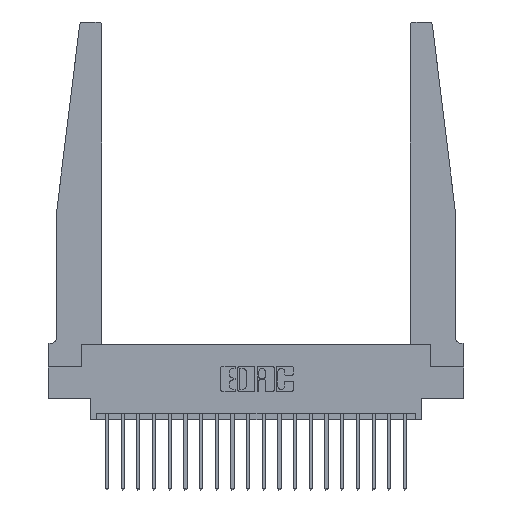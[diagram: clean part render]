
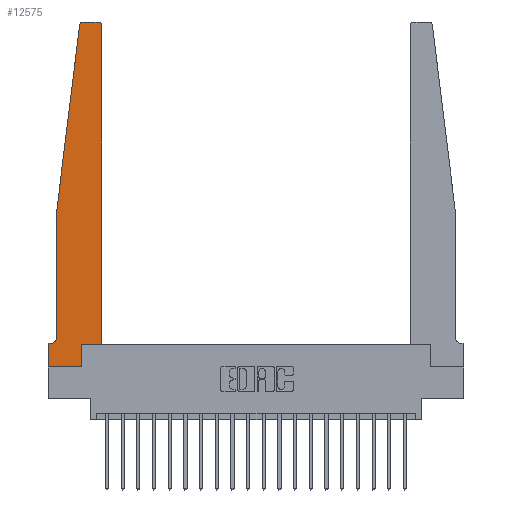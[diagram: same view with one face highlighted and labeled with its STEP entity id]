
A CAD part, top view. The second image highlights one B-rep face of the part: STEP entity #12575.
In plain terms, the highlighted planar face has unit normal (0, 0, 1).
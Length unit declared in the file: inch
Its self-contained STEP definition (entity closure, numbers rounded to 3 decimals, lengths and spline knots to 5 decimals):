
#88 = LINE ( 'NONE', #11881, #21279 ) ;
#741 = LINE ( 'NONE', #10501, #17959 ) ;
#847 = EDGE_CURVE ( 'NONE', #19858, #10359, #4904, .T. ) ;
#915 = ORIENTED_EDGE ( 'NONE', *, *, #10663, .T. ) ;
#1144 = CARTESIAN_POINT ( 'NONE',  ( 0.065, 1.25, 0.37 ) ) ;
#1220 = DIRECTION ( 'NONE',  ( 1., 0., 0. ) ) ;
#1337 = CARTESIAN_POINT ( 'NONE',  ( 0., 0.1875, 0.37 ) ) ;
#1461 = CIRCLE ( 'NONE', #5266, 0.03 ) ;
#1481 = CARTESIAN_POINT ( 'NONE',  ( 0.015, 0.2375, 0.37 ) ) ;
#1560 = DIRECTION ( 'NONE',  ( 0., 1., 0. ) ) ;
#2328 = ORIENTED_EDGE ( 'NONE', *, *, #18373, .T. ) ;
#2340 = AXIS2_PLACEMENT_3D ( 'NONE', #1337, #12918, #14640 ) ;
#2645 = EDGE_CURVE ( 'NONE', #16239, #7789, #14630, .T. ) ;
#2672 = VECTOR ( 'NONE', #6673, 39.37008 ) ;
#3117 = CARTESIAN_POINT ( 'NONE',  ( 0.065, 0.2375, 0.37 ) ) ;
#3369 = CARTESIAN_POINT ( 'NONE',  ( 0., 0., 0.37 ) ) ;
#3831 = DIRECTION ( 'NONE',  ( 1., 0., 0. ) ) ;
#3984 = VECTOR ( 'NONE', #10975, 39.37008 ) ;
#4087 = CARTESIAN_POINT ( 'NONE',  ( 0.2605, 0.18, 0.37 ) ) ;
#4252 = VERTEX_POINT ( 'NONE', #8494 ) ;
#4369 = DIRECTION ( 'NONE',  ( 0., 0., 1. ) ) ;
#4676 = CARTESIAN_POINT ( 'NONE',  ( 0.25, 2.75, 0.37 ) ) ;
#4819 = ORIENTED_EDGE ( 'NONE', *, *, #20461, .T. ) ;
#4904 = CIRCLE ( 'NONE', #10442, 0.05 ) ;
#5100 = ORIENTED_EDGE ( 'NONE', *, *, #17655, .T. ) ;
#5106 = DIRECTION ( 'NONE',  ( 0., -1., 0. ) ) ;
#5123 = ORIENTED_EDGE ( 'NONE', *, *, #13956, .T. ) ;
#5266 = AXIS2_PLACEMENT_3D ( 'NONE', #18940, #4369, #1220 ) ;
#5657 = EDGE_CURVE ( 'NONE', #7789, #12986, #1461, .T. ) ;
#5834 = DIRECTION ( 'NONE',  ( -0.122, -0.992, 0. ) ) ;
#5968 = ORIENTED_EDGE ( 'NONE', *, *, #20900, .T. ) ;
#6240 = VERTEX_POINT ( 'NONE', #11276 ) ;
#6397 = ORIENTED_EDGE ( 'NONE', *, *, #11248, .T. ) ;
#6673 = DIRECTION ( 'NONE',  ( 0., 1., 0. ) ) ;
#7615 = VECTOR ( 'NONE', #5106, 39.37008 ) ;
#7682 = VECTOR ( 'NONE', #1560, 39.37008 ) ;
#7721 = EDGE_CURVE ( 'NONE', #12986, #16284, #17576, .T. ) ;
#7789 = VERTEX_POINT ( 'NONE', #12835 ) ;
#7854 = CARTESIAN_POINT ( 'NONE',  ( 0.425, 0.18, 0.37 ) ) ;
#7950 = VERTEX_POINT ( 'NONE', #11541 ) ;
#8051 = VECTOR ( 'NONE', #19002, 39.37008 ) ;
#8111 = DIRECTION ( 'NONE',  ( 0., 0., -1. ) ) ;
#8426 = ORIENTED_EDGE ( 'NONE', *, *, #15892, .T. ) ;
#8494 = CARTESIAN_POINT ( 'NONE',  ( 0.425, 0.18, 0.37 ) ) ;
#8704 = CIRCLE ( 'NONE', #16959, 0.03 ) ;
#8978 = ORIENTED_EDGE ( 'NONE', *, *, #5657, .T. ) ;
#9084 = VERTEX_POINT ( 'NONE', #4087 ) ;
#9113 = CARTESIAN_POINT ( 'NONE',  ( 0.065, 1.25, 0.37 ) ) ;
#9553 = CARTESIAN_POINT ( 'NONE',  ( 0., 0., 0.37 ) ) ;
#9610 = DIRECTION ( 'NONE',  ( -1., 0., 0. ) ) ;
#9707 = LINE ( 'NONE', #18191, #2672 ) ;
#9918 = ORIENTED_EDGE ( 'NONE', *, *, #7721, .T. ) ;
#10138 = VERTEX_POINT ( 'NONE', #9553 ) ;
#10202 = LINE ( 'NONE', #3369, #7615 ) ;
#10359 = VERTEX_POINT ( 'NONE', #11057 ) ;
#10442 = AXIS2_PLACEMENT_3D ( 'NONE', #1481, #8111, #9610 ) ;
#10501 = CARTESIAN_POINT ( 'NONE',  ( 0., 0., 0.37 ) ) ;
#10663 = EDGE_CURVE ( 'NONE', #10359, #6240, #88, .T. ) ;
#10975 = DIRECTION ( 'NONE',  ( -1., 0., 0. ) ) ;
#11057 = CARTESIAN_POINT ( 'NONE',  ( 0.015, 0.1875, 0.37 ) ) ;
#11070 = CARTESIAN_POINT ( 'NONE',  ( 0.24675, 2.72367, 0.37 ) ) ;
#11248 = EDGE_CURVE ( 'NONE', #9084, #4252, #19246, .T. ) ;
#11276 = CARTESIAN_POINT ( 'NONE',  ( 0., 0.1875, 0.37 ) ) ;
#11541 = CARTESIAN_POINT ( 'NONE',  ( 0.425, 2.72, 0.37 ) ) ;
#11881 = CARTESIAN_POINT ( 'NONE',  ( 0.065, 0.1875, 0.37 ) ) ;
#12075 = CARTESIAN_POINT ( 'NONE',  ( 0.395, 2.72, 0.37 ) ) ;
#12575 = ADVANCED_FACE ( 'NONE', ( #21012 ), #20795, .T. ) ;
#12835 = CARTESIAN_POINT ( 'NONE',  ( 0.27653, 2.75, 0.37 ) ) ;
#12918 = DIRECTION ( 'NONE',  ( 0., 0., 1. ) ) ;
#12986 = VERTEX_POINT ( 'NONE', #11070 ) ;
#13009 = VECTOR ( 'NONE', #5834, 39.37008 ) ;
#13149 = ORIENTED_EDGE ( 'NONE', *, *, #2645, .T. ) ;
#13299 = CARTESIAN_POINT ( 'NONE',  ( 0.065, 1.25, 0.37 ) ) ;
#13956 = EDGE_CURVE ( 'NONE', #16428, #9084, #9707, .T. ) ;
#14630 = LINE ( 'NONE', #4676, #3984 ) ;
#14640 = DIRECTION ( 'NONE',  ( 1., 0., 0. ) ) ;
#14663 = LINE ( 'NONE', #21252, #7682 ) ;
#15683 = LINE ( 'NONE', #9113, #8051 ) ;
#15833 = DIRECTION ( 'NONE',  ( 1., 0., 0. ) ) ;
#15892 = EDGE_CURVE ( 'NONE', #6240, #10138, #10202, .T. ) ;
#16239 = VERTEX_POINT ( 'NONE', #17809 ) ;
#16284 = VERTEX_POINT ( 'NONE', #13299 ) ;
#16428 = VERTEX_POINT ( 'NONE', #20518 ) ;
#16959 = AXIS2_PLACEMENT_3D ( 'NONE', #12075, #18614, #3831 ) ;
#17060 = DIRECTION ( 'NONE',  ( 1., 0., 0. ) ) ;
#17194 = ORIENTED_EDGE ( 'NONE', *, *, #847, .T. ) ;
#17576 = LINE ( 'NONE', #1144, #13009 ) ;
#17655 = EDGE_CURVE ( 'NONE', #10138, #16428, #741, .T. ) ;
#17809 = CARTESIAN_POINT ( 'NONE',  ( 0.395, 2.75, 0.37 ) ) ;
#17959 = VECTOR ( 'NONE', #17060, 39.37008 ) ;
#18191 = CARTESIAN_POINT ( 'NONE',  ( 0.2605, 0.18, 0.37 ) ) ;
#18373 = EDGE_CURVE ( 'NONE', #4252, #7950, #14663, .T. ) ;
#18614 = DIRECTION ( 'NONE',  ( 0., 0., 1. ) ) ;
#18940 = CARTESIAN_POINT ( 'NONE',  ( 0.27653, 2.72, 0.37 ) ) ;
#19002 = DIRECTION ( 'NONE',  ( 0., -1., 0. ) ) ;
#19246 = LINE ( 'NONE', #7854, #21312 ) ;
#19633 = EDGE_LOOP ( 'NONE', ( #13149, #8978, #9918, #5968, #17194, #915, #8426, #5100, #5123, #6397, #2328, #4819 ) ) ;
#19858 = VERTEX_POINT ( 'NONE', #3117 ) ;
#19962 = DIRECTION ( 'NONE',  ( -1., 0., 0. ) ) ;
#20461 = EDGE_CURVE ( 'NONE', #7950, #16239, #8704, .T. ) ;
#20518 = CARTESIAN_POINT ( 'NONE',  ( 0.2605, 0., 0.37 ) ) ;
#20795 = PLANE ( 'NONE',  #2340 ) ;
#20900 = EDGE_CURVE ( 'NONE', #16284, #19858, #15683, .T. ) ;
#21012 = FACE_OUTER_BOUND ( 'NONE', #19633, .T. ) ;
#21252 = CARTESIAN_POINT ( 'NONE',  ( 0.425, 0.18, 0.37 ) ) ;
#21279 = VECTOR ( 'NONE', #19962, 39.37008 ) ;
#21312 = VECTOR ( 'NONE', #15833, 39.37008 ) ;
